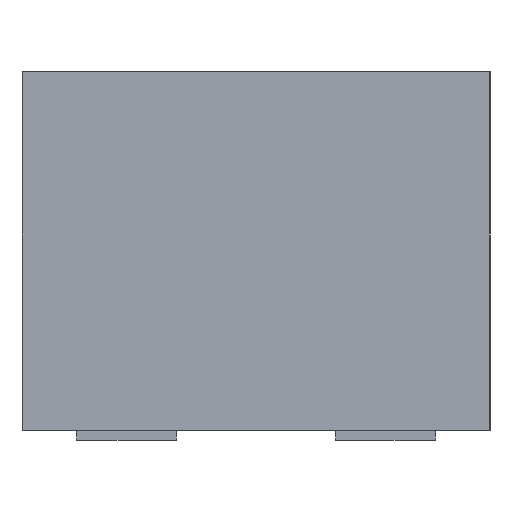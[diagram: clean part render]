
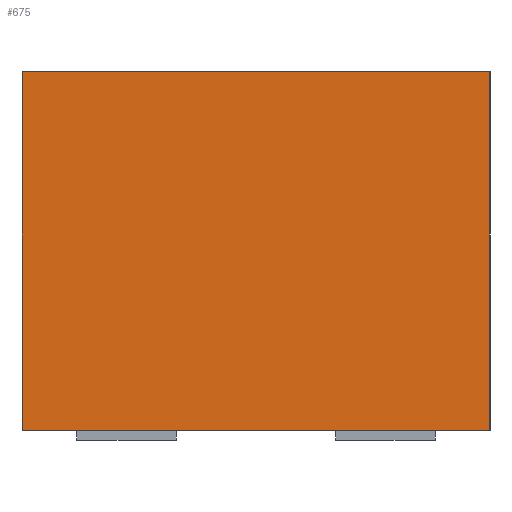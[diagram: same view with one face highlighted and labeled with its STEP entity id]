
A CAD part, left-side view. The second image highlights one B-rep face of the part: STEP entity #675.
In plain terms, the highlighted planar face has unit normal (-1, 0, 0).
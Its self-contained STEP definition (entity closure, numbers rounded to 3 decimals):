
#66=FACE_OUTER_BOUND('',#110,.T.);
#110=EDGE_LOOP('',(#590,#591,#592,#593));
#189=LINE('',#1052,#274);
#193=LINE('',#1061,#278);
#197=LINE('',#1078,#282);
#198=LINE('',#1080,#283);
#274=VECTOR('',#859,10.);
#278=VECTOR('',#867,10.);
#282=VECTOR('',#891,10.);
#283=VECTOR('',#894,10.);
#333=VERTEX_POINT('',#1046);
#335=VERTEX_POINT('',#1050);
#338=VERTEX_POINT('',#1060);
#341=VERTEX_POINT('',#1076);
#417=EDGE_CURVE('',#333,#335,#189,.T.);
#421=EDGE_CURVE('',#333,#338,#193,.T.);
#427=EDGE_CURVE('',#335,#341,#197,.T.);
#428=EDGE_CURVE('',#338,#341,#198,.T.);
#590=ORIENTED_EDGE('',*,*,#417,.T.);
#591=ORIENTED_EDGE('',*,*,#427,.T.);
#592=ORIENTED_EDGE('',*,*,#428,.F.);
#593=ORIENTED_EDGE('',*,*,#421,.F.);
#637=PLANE('',#729);
#675=ADVANCED_FACE('',(#66),#637,.T.);
#729=AXIS2_PLACEMENT_3D('',#1079,#892,#893);
#859=DIRECTION('',(0.,-1.,0.));
#867=DIRECTION('',(0.,0.,1.));
#891=DIRECTION('',(0.,0.,1.));
#892=DIRECTION('center_axis',(-1.,0.,0.));
#893=DIRECTION('ref_axis',(0.,-1.,0.));
#894=DIRECTION('',(0.,-1.,0.));
#1046=CARTESIAN_POINT('',(-0.845,0.47,0.02));
#1050=CARTESIAN_POINT('',(-0.845,-0.47,0.02));
#1052=CARTESIAN_POINT('',(-0.845,0.235,0.02));
#1060=CARTESIAN_POINT('',(-0.845,0.47,0.74));
#1061=CARTESIAN_POINT('',(-0.845,0.47,0.));
#1076=CARTESIAN_POINT('',(-0.845,-0.47,0.74));
#1078=CARTESIAN_POINT('',(-0.845,-0.47,0.));
#1079=CARTESIAN_POINT('Origin',(-0.845,0.47,0.));
#1080=CARTESIAN_POINT('',(-0.845,0.47,0.74));
